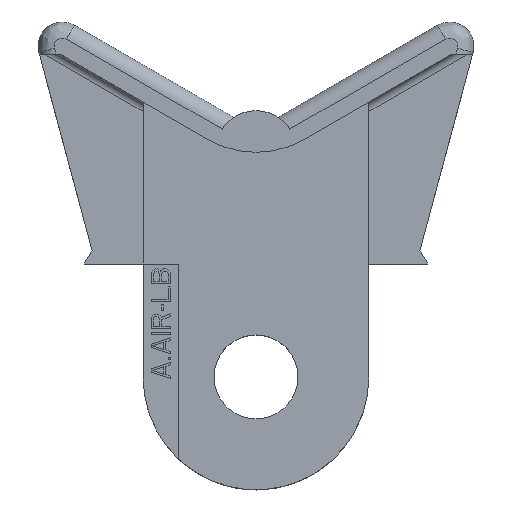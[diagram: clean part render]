
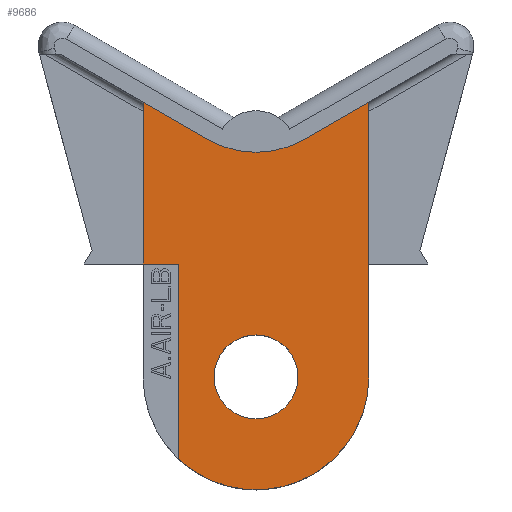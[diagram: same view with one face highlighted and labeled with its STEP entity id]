
A CAD part, top view. The second image highlights one B-rep face of the part: STEP entity #9686.
In plain terms, the highlighted planar face has unit normal (0, 0, 1).
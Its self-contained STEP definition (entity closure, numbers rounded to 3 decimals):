
#1759=DIRECTION('',(-0.866,0.5,0.));
#1760=VECTOR('',#1759,4.619);
#1761=CARTESIAN_POINT('',(-3.,7.726,7.));
#1762=LINE('',#1761,#1760);
#1767=CARTESIAN_POINT('',(0.,12.923,7.));
#1768=DIRECTION('',(0.,0.,1.));
#1769=DIRECTION('',(-0.5,-0.866,0.));
#1770=AXIS2_PLACEMENT_3D('',#1767,#1768,#1769);
#1772=CARTESIAN_POINT('',(0.,-7.,7.));
#1773=DIRECTION('',(0.,0.,-1.));
#1774=DIRECTION('',(1.,0.,0.));
#1775=AXIS2_PLACEMENT_3D('',#1772,#1773,#1774);
#1777=CARTESIAN_POINT('',(0.,-7.,7.));
#1778=DIRECTION('',(0.,0.,-1.));
#1779=DIRECTION('',(-1.,0.,0.));
#1780=AXIS2_PLACEMENT_3D('',#1777,#1778,#1779);
#1782=DIRECTION('',(0.,1.,0.));
#1783=VECTOR('',#1782,12.095);
#1784=CARTESIAN_POINT('',(-4.8,-12.095,7.));
#1785=LINE('',#1784,#1783);
#1786=DIRECTION('',(1.,0.,0.));
#1787=VECTOR('',#1786,2.2);
#1788=CARTESIAN_POINT('',(-7.,0.,7.));
#1789=LINE('',#1788,#1787);
#1790=DIRECTION('',(0.,-1.,0.));
#1791=VECTOR('',#1790,10.036);
#1792=CARTESIAN_POINT('',(-7.,10.036,7.));
#1793=LINE('',#1792,#1791);
#1794=DIRECTION('',(0.,1.,0.));
#1795=VECTOR('',#1794,17.036);
#1796=CARTESIAN_POINT('',(7.,-7.,7.));
#1797=LINE('',#1796,#1795);
#1798=CARTESIAN_POINT('',(0.,-7.,7.));
#1799=DIRECTION('',(0.,0.,1.));
#1800=DIRECTION('',(-0.686,-0.728,0.));
#1801=AXIS2_PLACEMENT_3D('',#1798,#1799,#1800);
#3380=DIRECTION('',(0.866,0.5,0.));
#3381=VECTOR('',#3380,4.619);
#3382=CARTESIAN_POINT('',(3.,7.726,7.));
#3383=LINE('',#3382,#3381);
#6359=CARTESIAN_POINT('',(2.6,-7.,7.));
#6360=CARTESIAN_POINT('',(-2.6,-7.,7.));
#6361=VERTEX_POINT('',#6359);
#6362=VERTEX_POINT('',#6360);
#6363=CARTESIAN_POINT('',(7.,-7.,7.));
#6364=VERTEX_POINT('',#6363);
#6377=CARTESIAN_POINT('',(7.,10.036,7.));
#6378=VERTEX_POINT('',#6377);
#6379=CARTESIAN_POINT('',(3.,7.726,7.));
#6380=VERTEX_POINT('',#6379);
#6381=CARTESIAN_POINT('',(-3.,7.726,7.));
#6382=CARTESIAN_POINT('',(-7.,10.036,7.));
#6383=VERTEX_POINT('',#6381);
#6384=VERTEX_POINT('',#6382);
#6393=CARTESIAN_POINT('',(-4.8,-12.095,7.));
#6394=CARTESIAN_POINT('',(-4.8,0.,7.));
#6395=VERTEX_POINT('',#6393);
#6396=VERTEX_POINT('',#6394);
#6397=CARTESIAN_POINT('',(-7.,0.,7.));
#6398=VERTEX_POINT('',#6397);
#9660=CARTESIAN_POINT('',(0.,0.,7.));
#9661=DIRECTION('',(0.,0.,-1.));
#9662=DIRECTION('',(-1.,0.,0.));
#9663=AXIS2_PLACEMENT_3D('',#9660,#9661,#9662);
#9664=PLANE('',#9663);
#9666=ORIENTED_EDGE('',*,*,#9665,.T.);
#9668=ORIENTED_EDGE('',*,*,#9667,.F.);
#9669=ORIENTED_EDGE('',*,*,#9613,.F.);
#9670=ORIENTED_EDGE('',*,*,#9640,.F.);
#9671=ORIENTED_EDGE('',*,*,#9651,.T.);
#9673=ORIENTED_EDGE('',*,*,#9672,.T.);
#9675=ORIENTED_EDGE('',*,*,#9674,.F.);
#9677=ORIENTED_EDGE('',*,*,#9676,.F.);
#9678=EDGE_LOOP('',(#9666,#9668,#9669,#9670,#9671,#9673,#9675,#9677));
#9679=FACE_OUTER_BOUND('',#9678,.F.);
#9681=ORIENTED_EDGE('',*,*,#9680,.F.);
#9683=ORIENTED_EDGE('',*,*,#9682,.F.);
#9684=EDGE_LOOP('',(#9681,#9683));
#9685=FACE_BOUND('',#9684,.F.);
#9686=ADVANCED_FACE('',(#9679,#9685),#9664,.F.);
#1771=CIRCLE('',#1770,6.);
#1776=CIRCLE('',#1775,2.6);
#1781=CIRCLE('',#1780,2.6);
#1802=CIRCLE('',#1801,7.);
#9613=EDGE_CURVE('',#6384,#6398,#1793,.T.);
#9640=EDGE_CURVE('',#6383,#6384,#1762,.T.);
#9651=EDGE_CURVE('',#6383,#6380,#1771,.T.);
#9665=EDGE_CURVE('',#6395,#6396,#1785,.T.);
#9667=EDGE_CURVE('',#6398,#6396,#1789,.T.);
#9672=EDGE_CURVE('',#6380,#6378,#3383,.T.);
#9674=EDGE_CURVE('',#6364,#6378,#1797,.T.);
#9676=EDGE_CURVE('',#6395,#6364,#1802,.T.);
#9680=EDGE_CURVE('',#6361,#6362,#1776,.T.);
#9682=EDGE_CURVE('',#6362,#6361,#1781,.T.);
